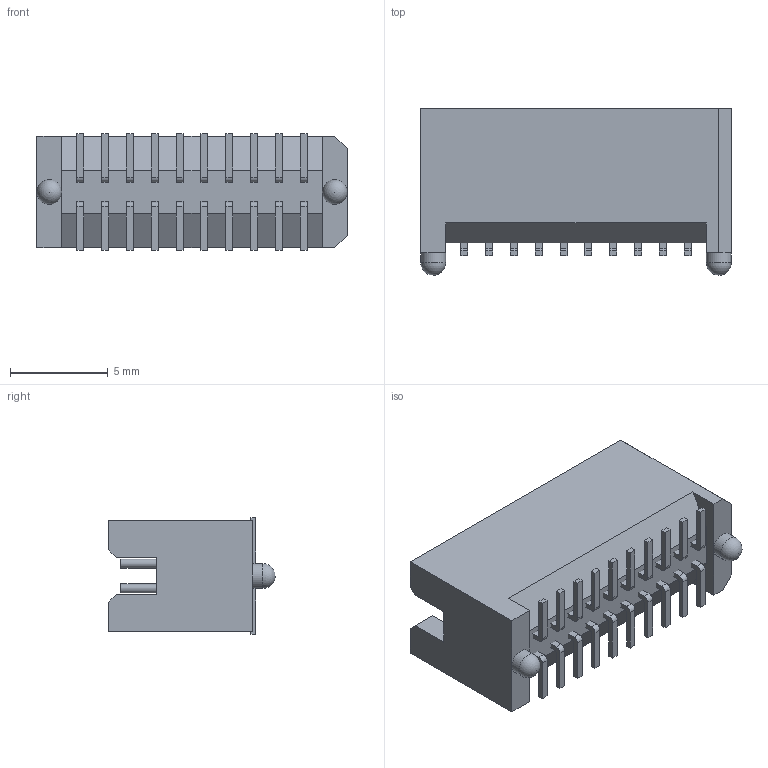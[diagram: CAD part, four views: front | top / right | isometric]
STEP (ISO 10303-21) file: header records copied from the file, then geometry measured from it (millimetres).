
FILE_DESCRIPTION( ( 'STEP AP214' ), '1' );
FILE_NAME( 'TFM-110-12-L-D-A.stp', '2022-06-08T19:31:40', ( 'License CC BY-ND 4.0' ), ( 'CADENAS' ), ' ', 'PARTsolutions', ' ' );
FILE_SCHEMA( ( 'AUTOMOTIVE_DESIGN { 1 0 10303 214 1 1 1 1 }' ) );
Length unit declared in the file: inch
Products named in the file (3): TFM-110-12-L-D-A; _TFM-110-12-L-D-A_terminal; _TFM-110-12-L-D_pins
Assembly tree (2 placements, depth 2):
  TFM-110-12-L-D-A
    _TFM-110-12-L-D-A_terminal
    _TFM-110-12-L-D_pins
Bounding box: 15.88 x 8.51 x 5.97 mm (x, y, z)
Volume: 422.2 mm3; surface area: 898 mm2
Topology: 2 solids, 2 shells, 258 faces, 717 edges, 481 vertices
Faces by surface type: plane 194, cylinder 62, sphere 2
Full cylindrical faces by diameter (mm): 0.457 x20, 1.27 x2
Entity records: 9991 total; most frequent: CARTESIAN_POINT 1385, ORIENTED_EDGE 1334, DIRECTION 1315, EDGE_CURVE 667, LINE 541, VECTOR 541, VERTEX_POINT 457, AXIS2_PLACEMENT_3D 387
